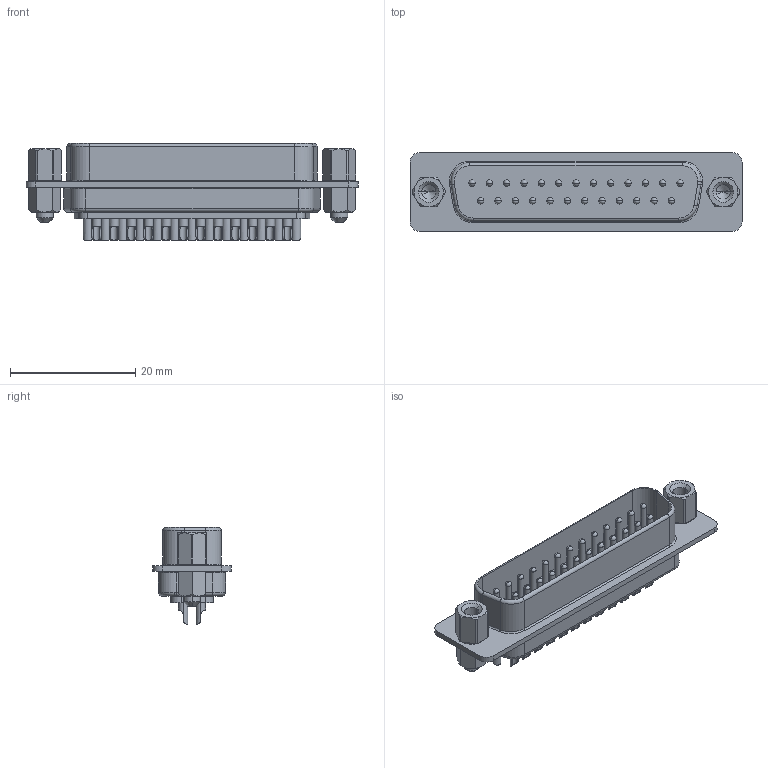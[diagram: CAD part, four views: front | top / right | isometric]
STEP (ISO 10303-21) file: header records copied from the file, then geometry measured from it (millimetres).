
FILE_DESCRIPTION (( 'STEP AP214' ), '1' );
FILE_NAME ('K85X-BA-25P-KJ_rA1.STEP', '2013-03-22T18:44:10', ( 'Daniel' ), ( 'Microsoft' ), 'SwSTEP 2.0', 'SolidWorks 2012', '' );
FILE_SCHEMA (( 'AUTOMOTIVE_DESIGN' ));
Length unit declared in the file: millimetre
Products named in the file (1): K85X-BA-25P-KJ_rA1
Bounding box: 53.04 x 12.55 x 15.5 mm (x, y, z)
Volume: 3129.9 mm3; surface area: 4302.3 mm2
Topology: 1 solids, 3 shells, 512 faces, 1339 edges, 840 vertices
Faces by surface type: cylinder 270, plane 134, sphere 50, cone 34, torus 24
Entity records: 18323 total; most frequent: CARTESIAN_POINT 4887, DIRECTION 2478, ORIENTED_EDGE 2470, EDGE_CURVE 1235, AXIS2_PLACEMENT_3D 966, VERTEX_POINT 790, EDGE_LOOP 577, LINE 546
